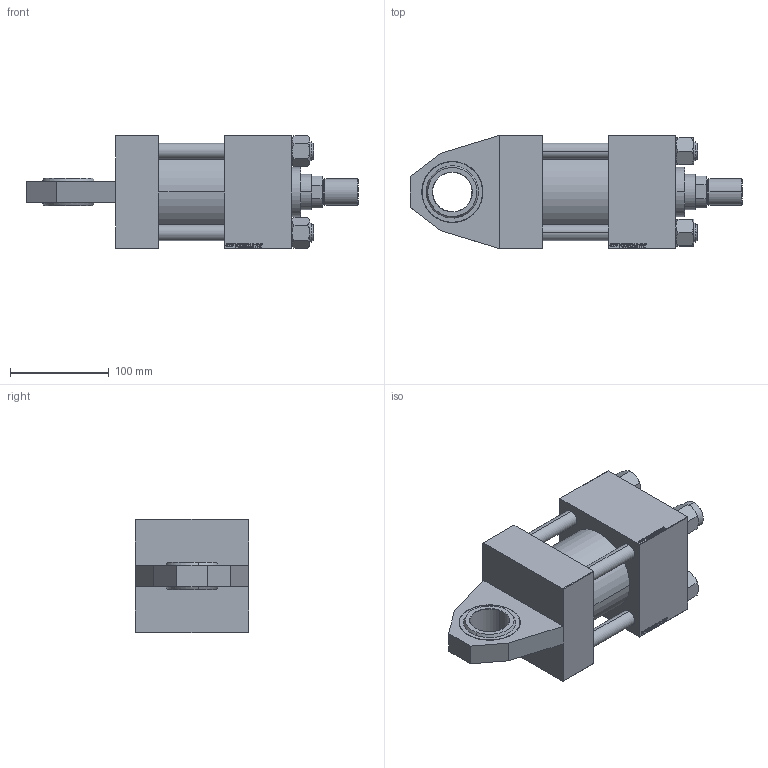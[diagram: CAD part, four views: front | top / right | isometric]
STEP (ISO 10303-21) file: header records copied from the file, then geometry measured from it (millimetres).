
FILE_DESCRIPTION (( 'STEP AP203' ), '1' );
FILE_NAME ('60bb.STEP', '2022-04-15T02:33:24', ( '' ), ( '' ), 'SwSTEP 2.0', 'SolidWorks 2019', '' );
FILE_SCHEMA (( 'CONFIG_CONTROL_DESIGN' ));
Length unit declared in the file: millimetre
Products named in the file (8): V215CR_J_Body 6c576b613544bf5a563ebadf0c53ac28; NUT_M5_J 6c576b613544bf5a563ebadf0c53ac28; ROD_END_AH 6c576b613544bf5a563ebadf0c53ac28; V215CR_J_VNITRNI_KROUZEK 6c576b613544bf5a563ebadf0c53ac28; V215CR_TYCINKA_J 6c576b613544bf5a563ebadf0c53ac28; 60bb; V215CR_VCP_J 6c576b613544bf5a563ebadf0c53ac28; V215_VC_A 6c576b613544bf5a563ebadf0c53ac28
Assembly tree (13 placements, depth 2):
  60bb
    V215CR_J_Body 6c576b613544bf5a563ebadf0c53ac28
    V215CR_J_VNITRNI_KROUZEK 6c576b613544bf5a563ebadf0c53ac28
    V215CR_VCP_J 6c576b613544bf5a563ebadf0c53ac28
    V215CR_TYCINKA_J 6c576b613544bf5a563ebadf0c53ac28  x4
    NUT_M5_J 6c576b613544bf5a563ebadf0c53ac28  x4
    V215_VC_A 6c576b613544bf5a563ebadf0c53ac28
    ROD_END_AH 6c576b613544bf5a563ebadf0c53ac28
Bounding box: 337 x 115 x 115 mm (x, y, z)
Volume: 1968592.5 mm3; surface area: 304271.9 mm2
Topology: 13 solids, 13 shells, 1207 faces, 3040 edges, 1975 vertices
Faces by surface type: plane 568, bspline 392, cone 132, cylinder 93, torus 22
Entity records: 51144 total; most frequent: CARTESIAN_POINT 27249, ORIENTED_EDGE 5344, DIRECTION 3460, EDGE_CURVE 2672, VERTEX_POINT 1753, VECTOR 1588, LINE 1588, EDGE_LOOP 1183
